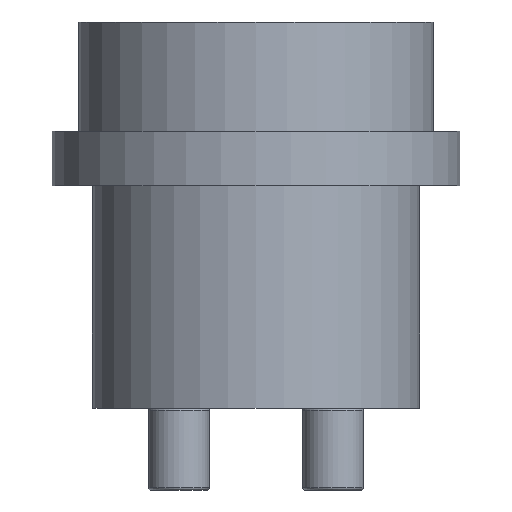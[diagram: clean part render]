
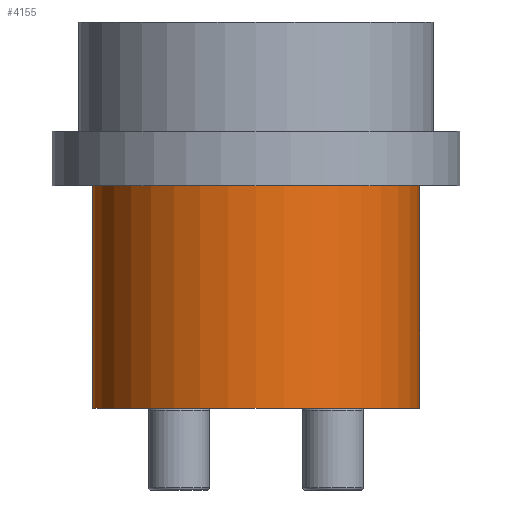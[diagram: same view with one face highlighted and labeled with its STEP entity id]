
A CAD part, front view. The second image highlights one B-rep face of the part: STEP entity #4155.
In plain terms, the highlighted cylindrical face has radius 19.05 mm (diameter 38.1 mm), a full revolution.
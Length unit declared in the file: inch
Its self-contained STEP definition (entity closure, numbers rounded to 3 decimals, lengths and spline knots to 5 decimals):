
#992=CYLINDRICAL_SURFACE($,#4478,0.75);
#1071=FACE_BOUND($,#1573,.T.);
#1262=FACE_OUTER_BOUND($,#1572,.T.);
#1572=EDGE_LOOP($,(#3505));
#1573=EDGE_LOOP($,(#3506));
#1844=CIRCLE($,#4479,0.75);
#1845=CIRCLE($,#4480,0.75);
#2184=VERTEX_POINT($,#6970);
#2185=VERTEX_POINT($,#6972);
#2673=EDGE_CURVE($,#2184,#2184,#1844,.T.);
#2674=EDGE_CURVE($,#2185,#2185,#1845,.T.);
#3505=ORIENTED_EDGE($,*,*,#2673,.T.);
#3506=ORIENTED_EDGE($,*,*,#2674,.F.);
#4155=ADVANCED_FACE($,(#1262,#1071),#992,.T.);
#4478=AXIS2_PLACEMENT_3D($,#6969,#5252,#5253);
#4479=AXIS2_PLACEMENT_3D($,#6971,#5254,#5255);
#4480=AXIS2_PLACEMENT_3D($,#6973,#5256,#5257);
#5252=DIRECTION('center_axis',(0.,0.,1.));
#5253=DIRECTION('ref_axis',(0.,-1.,0.));
#5254=DIRECTION('center_axis',(0.,0.,1.));
#5255=DIRECTION('ref_axis',(0.,-1.,0.));
#5256=DIRECTION('center_axis',(0.,0.,1.));
#5257=DIRECTION('ref_axis',(0.,-1.,0.));
#6969=CARTESIAN_POINT('Origin',(0.,0.,
0.6875));
#6970=CARTESIAN_POINT('',(0.,-0.75,-1.0835));
#6971=CARTESIAN_POINT('Origin',(0.,0.,
-1.0835));
#6972=CARTESIAN_POINT('',(0.,-0.75,-0.0625));
#6973=CARTESIAN_POINT('Origin',(0.,0.,
-0.0625));
